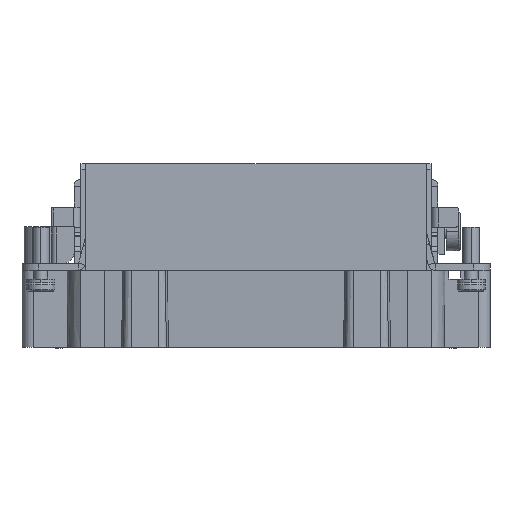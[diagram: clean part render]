
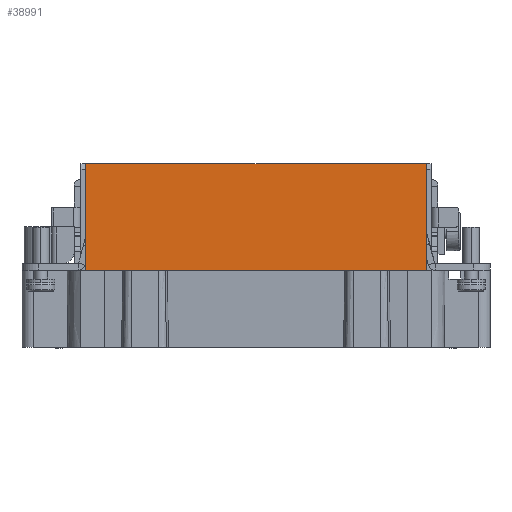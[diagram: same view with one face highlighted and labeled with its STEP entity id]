
A CAD part, left-side view. The second image highlights one B-rep face of the part: STEP entity #38991.
In plain terms, the highlighted planar face has unit normal (-1, 0, 0).
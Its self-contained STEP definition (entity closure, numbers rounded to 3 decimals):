
#2973=DIRECTION('',(0.,-1.,0.));
#2974=VECTOR('',#2973,61.298);
#2975=CARTESIAN_POINT('',(-16.95,30.649,33.2));
#2976=LINE('',#2975,#2974);
#5585=DIRECTION('',(0.,0.,-1.));
#5586=VECTOR('',#5585,19.2);
#5587=CARTESIAN_POINT('',(-16.95,-30.649,33.2));
#5588=LINE('',#5587,#5586);
#5589=DIRECTION('',(0.,0.,1.));
#5590=VECTOR('',#5589,19.2);
#5591=CARTESIAN_POINT('',(-16.95,30.649,14.));
#5592=LINE('',#5591,#5590);
#5645=DIRECTION('',(0.,1.,0.));
#5646=VECTOR('',#5645,61.298);
#5647=CARTESIAN_POINT('',(-16.95,-30.649,14.));
#5648=LINE('',#5647,#5646);
#28460=CARTESIAN_POINT('',(-16.95,30.649,33.2));
#28461=CARTESIAN_POINT('',(-16.95,-30.649,33.2));
#28462=VERTEX_POINT('',#28460);
#28463=VERTEX_POINT('',#28461);
#30877=CARTESIAN_POINT('',(-16.95,-30.649,14.));
#30878=CARTESIAN_POINT('',(-16.95,30.649,14.));
#30879=VERTEX_POINT('',#30877);
#30880=VERTEX_POINT('',#30878);
#38979=CARTESIAN_POINT('',(-16.95,30.65,14.));
#38980=DIRECTION('',(-1.,0.,0.));
#38981=DIRECTION('',(0.,-1.,0.));
#38982=AXIS2_PLACEMENT_3D('',#38979,#38980,#38981);
#38983=PLANE('',#38982);
#38984=ORIENTED_EDGE('',*,*,#38838,.T.);
#38986=ORIENTED_EDGE('',*,*,#38985,.T.);
#38987=ORIENTED_EDGE('',*,*,#38879,.T.);
#38988=ORIENTED_EDGE('',*,*,#37035,.T.);
#38989=EDGE_LOOP('',(#38984,#38986,#38987,#38988));
#38990=FACE_OUTER_BOUND('',#38989,.F.);
#38991=ADVANCED_FACE('',(#38990),#38983,.T.);
#37035=EDGE_CURVE('',#28462,#28463,#2976,.T.);
#38838=EDGE_CURVE('',#28463,#30879,#5588,.T.);
#38879=EDGE_CURVE('',#30880,#28462,#5592,.T.);
#38985=EDGE_CURVE('',#30879,#30880,#5648,.T.);
